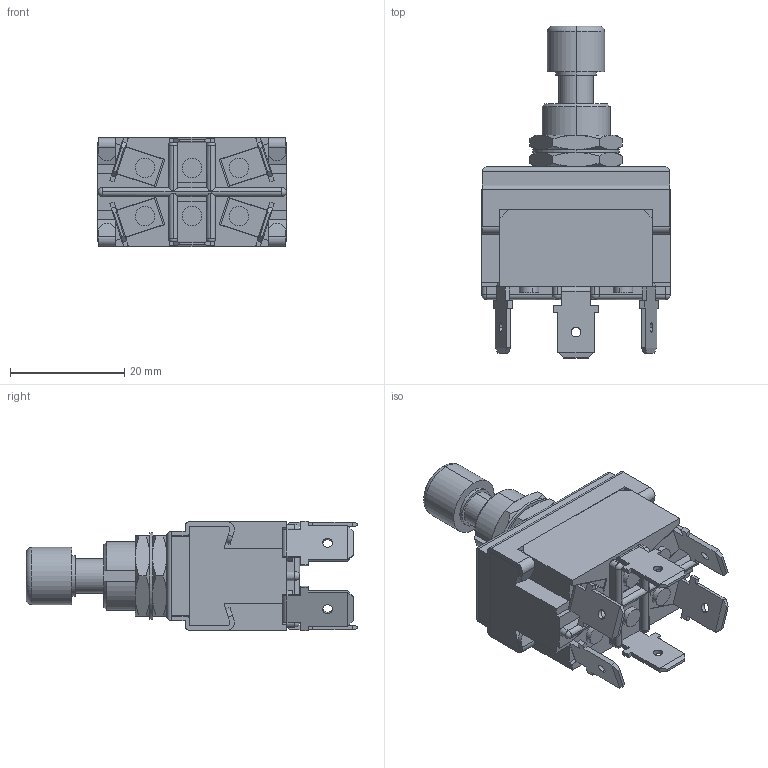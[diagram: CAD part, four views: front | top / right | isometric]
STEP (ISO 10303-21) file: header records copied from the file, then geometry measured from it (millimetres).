
FILE_DESCRIPTION (( 'STEP AP203' ), '1' );
FILE_NAME ('APN05.STEP', '2020-03-16T00:24:59', ( '' ), ( '' ), 'SwSTEP 2.0', 'SolidWorks 2018', '' );
FILE_SCHEMA (( 'CONFIG_CONTROL_DESIGN' ));
Length unit declared in the file: millimetre
Products named in the file (7): 9801 0063 20(ナット)model; 働乕僗 2嬌 (A僔儕乕僘); 5端子 (Aシリーズ); 9803 0458 20(L儚僢僔儍乕)model; APN05; 上組 スリーブ組 標準押し釦(APN) (Aシリーズ); 壓慻 2嬌 5抂巕 (A僔儕乕僘)
Assembly tree (12 placements, depth 3):
  APN05
    上組 スリーブ組 標準押し釦(APN) (Aシリーズ)
    9801 0063 20(ナット)model  x2
    9803 0458 20(L儚僢僔儍乕)model
    壓慻 2嬌 5抂巕 (A僔儕乕僘)
      働乕僗 2嬌 (A僔儕乕僘)
      5端子 (Aシリーズ)  x6
Bounding box: 33 x 58 x 19.22 mm (x, y, z)
Volume: 15087.2 mm3; surface area: 9002.5 mm2
Topology: 11 solids, 11 shells, 496 faces, 1248 edges, 792 vertices
Faces by surface type: plane 304, cylinder 151, cone 27, torus 8, sphere 6
Entity records: 10899 total; most frequent: CARTESIAN_POINT 1896, DIRECTION 1726, ORIENTED_EDGE 1678, EDGE_CURVE 839, AXIS2_PLACEMENT_3D 580, LINE 566, VECTOR 566, VERTEX_POINT 534
